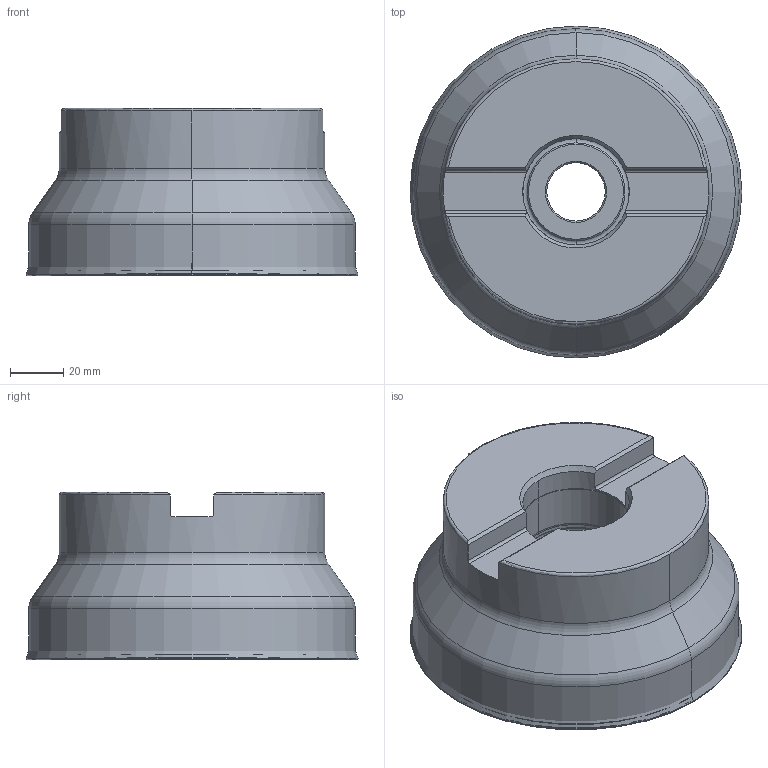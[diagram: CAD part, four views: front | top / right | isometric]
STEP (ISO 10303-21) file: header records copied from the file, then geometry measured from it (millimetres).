
FILE_DESCRIPTION((''),'2;1');
FILE_NAME('2F6D125R00','2019-08-26T',('thielmann'),(''),'CREO PARAMETRIC BY PTC INC, 2017020','CREO PARAMETRIC BY PTC INC, 2017020','');
FILE_SCHEMA(('AUTOMOTIVE_DESIGN { 1 0 10303 214 1 1 1 1 }'));
Length unit declared in the file: millimetre
Products named in the file (3): NOCUT; CUT; 2F6D125R00
Assembly tree (2 placements, depth 2):
  2F6D125R00
    NOCUT
    CUT
Bounding box: 124.99 x 125 x 63 mm (x, y, z)
Volume: 540921 mm3; surface area: 60259.5 mm2
Topology: 2 solids, 2 shells, 106 faces, 246 edges, 156 vertices
Faces by surface type: torus 24, revolution 24, cylinder 22, cone 20, plane 16
Entity records: 6239 total; most frequent: CARTESIAN_POINT 2516, DIRECTION 540, ORIENTED_EDGE 468, PRESENTATION_STYLE_ASSIGNMENT 262, STYLED_ITEM 262, CURVE_STYLE 260, EDGE_CURVE 234, AXIS2_PLACEMENT_3D 227
